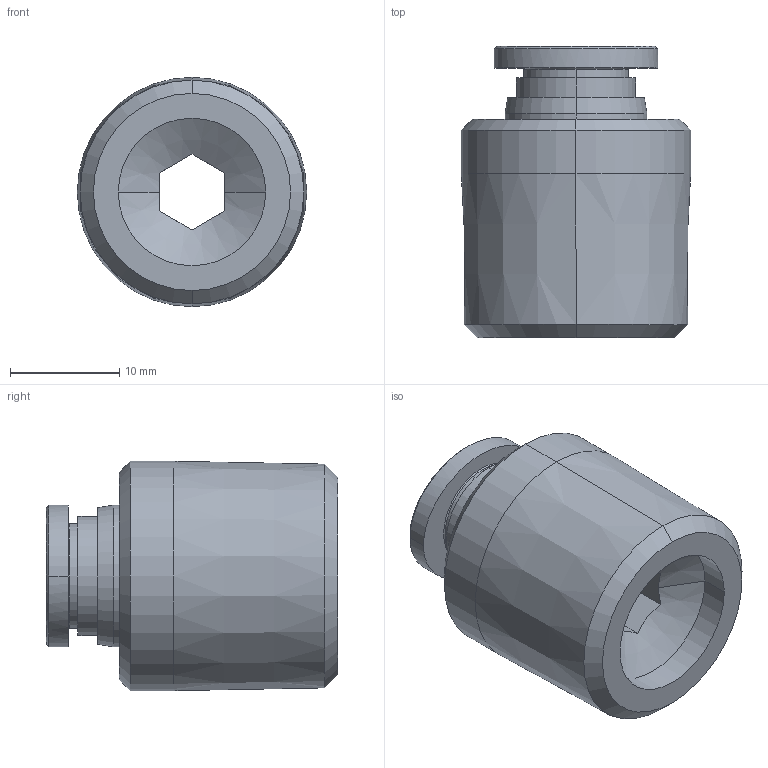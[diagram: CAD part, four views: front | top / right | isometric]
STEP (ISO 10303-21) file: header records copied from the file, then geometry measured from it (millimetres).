
FILE_DESCRIPTION((''),'2;1');
FILE_NAME('GPOC 0804(3D).stp','2012-12-26T18:12:59',(''),(''),'Mechanical Desktop.R8.0.24.0','Mechanical Desktop.R8.0.24.0',', , ');
FILE_SCHEMA(('CONFIG_CONTROL_DESIGN'));
Length unit declared in the file: millimetre
Products named in the file (2): GPOC 0804(3D); ºÎÇ°1
Assembly tree (1 placements, depth 2):
  GPOC 0804(3D)
    ºÎÇ°1
Bounding box: 21 x 26.7 x 21 mm (x, y, z)
Volume: 5904.5 mm3; surface area: 2914.2 mm2
Topology: 1 solids, 1 shells, 410 faces, 1151 edges, 764 vertices
Faces by surface type: plane 346, bspline 29, cylinder 21, cone 14
Entity records: 13751 total; most frequent: CARTESIAN_POINT 3087, ORIENTED_EDGE 2302, DIRECTION 2016, EDGE_CURVE 1151, VECTOR 1026, LINE 1026, VERTEX_POINT 764, AXIS2_PLACEMENT_3D 495
